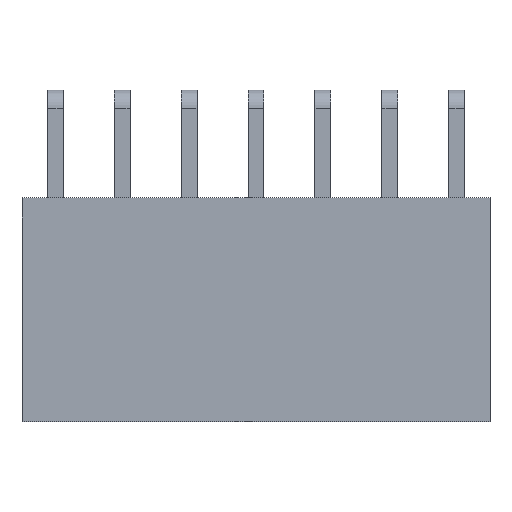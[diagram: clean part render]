
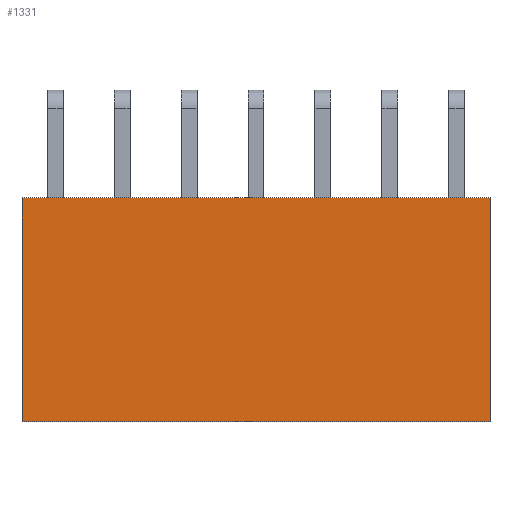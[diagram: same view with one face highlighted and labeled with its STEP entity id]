
A CAD part, top view. The second image highlights one B-rep face of the part: STEP entity #1331.
In plain terms, the highlighted planar face has unit normal (0, 0, 1).
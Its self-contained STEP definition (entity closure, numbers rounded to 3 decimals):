
#1331=ADVANCED_FACE('',(#8501),#8503,.T.);
#8501=FACE_BOUND('',#8502,.T.);
#8502=EDGE_LOOP('',(#14269,#14270,#14271,#14272));
#8503=PLANE('',#8504);
#8504=AXIS2_PLACEMENT_3D('',#8505,#8506,#8507);
#8505=CARTESIAN_POINT('',(1.27,-1.36,5.08));
#8506=DIRECTION('',(0.,0.,1.));
#8507=DIRECTION('',(-1.,0.,0.));
#14269=ORIENTED_EDGE('',*,*,#18173,.T.);
#14270=ORIENTED_EDGE('',*,*,#18451,.F.);
#14271=ORIENTED_EDGE('',*,*,#18180,.F.);
#14272=ORIENTED_EDGE('',*,*,#18508,.T.);
#18173=EDGE_CURVE('',#20725,#20723,#20726,.T.);
#18180=EDGE_CURVE('',#20735,#20737,#20738,.T.);
#18451=EDGE_CURVE('',#20737,#20723,#21219,.T.);
#18508=EDGE_CURVE('',#20735,#20725,#21332,.T.);
#20723=VERTEX_POINT('',#25217);
#20725=VERTEX_POINT('',#25221);
#20726=LINE('',#25222,#25223);
#20735=VERTEX_POINT('',#25243);
#20737=VERTEX_POINT('',#25247);
#20738=LINE('',#25248,#25249);
#21219=LINE('',#26303,#26304);
#21332=LINE('',#26530,#26531);
#25217=CARTESIAN_POINT('',(-1.27,-9.86,5.08));
#25221=CARTESIAN_POINT('',(-1.27,-1.36,5.08));
#25222=CARTESIAN_POINT('',(-1.27,-1.36,5.08));
#25223=VECTOR('',#25224,1.);
#25224=DIRECTION('',(0.,-1.,0.));
#25243=CARTESIAN_POINT('',(16.51,-1.36,5.08));
#25247=CARTESIAN_POINT('',(16.51,-9.86,5.08));
#25248=CARTESIAN_POINT('',(16.51,-1.36,5.08));
#25249=VECTOR('',#25250,1.);
#25250=DIRECTION('',(0.,-1.,0.));
#26303=CARTESIAN_POINT('',(16.51,-9.86,5.08));
#26304=VECTOR('',#26305,1.);
#26305=DIRECTION('',(-1.,0.,0.));
#26530=CARTESIAN_POINT('',(16.51,-1.36,5.08));
#26531=VECTOR('',#26532,1.);
#26532=DIRECTION('',(-1.,0.,0.));
